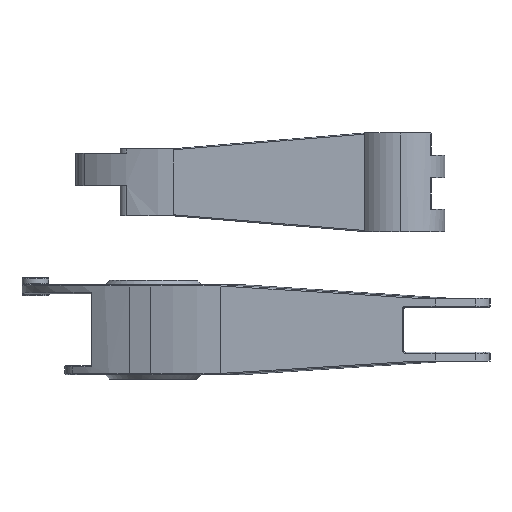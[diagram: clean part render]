
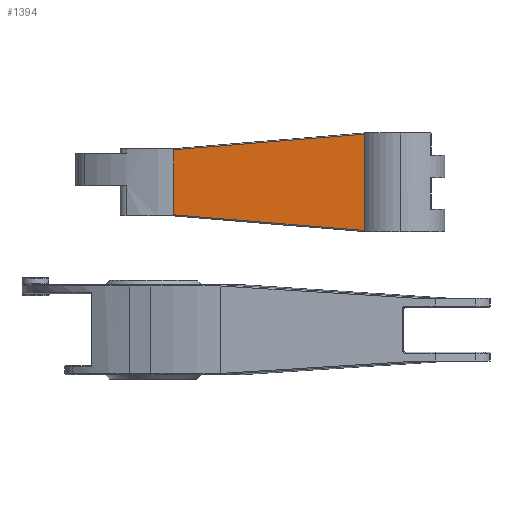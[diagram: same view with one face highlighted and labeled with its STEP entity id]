
A CAD part, front view. The second image highlights one B-rep face of the part: STEP entity #1394.
In plain terms, the highlighted face is planar.
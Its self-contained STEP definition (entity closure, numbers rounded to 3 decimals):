
#9 = EDGE_CURVE ( 'NONE', #316, #713, #1964, .T. ) ;
#141 = DIRECTION ( 'NONE',  ( 0., 0.997, -0.082 ) ) ;
#316 = VERTEX_POINT ( 'NONE', #5534 ) ;
#489 = CARTESIAN_POINT ( 'NONE',  ( -32., 16., -21.498 ) ) ;
#500 = VECTOR ( 'NONE', #4757, 1000. ) ;
#713 = VERTEX_POINT ( 'NONE', #489 ) ;
#717 = DIRECTION ( 'NONE',  ( 0., 0., -1. ) ) ;
#1394 = ADVANCED_FACE ( 'NONE', ( #4232 ), #7911, .F. ) ;
#1401 = VECTOR ( 'NONE', #9352, 1000. ) ;
#1635 = EDGE_LOOP ( 'NONE', ( #8928, #6761, #6743, #3556 ) ) ;
#1843 = AXIS2_PLACEMENT_3D ( 'NONE', #7106, #7151, #7774 ) ;
#1964 = LINE ( 'NONE', #2060, #5761 ) ;
#2060 = CARTESIAN_POINT ( 'NONE',  ( -32., 16., 22. ) ) ;
#3556 = ORIENTED_EDGE ( 'NONE', *, *, #4090, .T. ) ;
#3599 = CARTESIAN_POINT ( 'NONE',  ( -32., 101., 22. ) ) ;
#3771 = CARTESIAN_POINT ( 'NONE',  ( -32., 101., 14.498 ) ) ;
#4090 = EDGE_CURVE ( 'NONE', #316, #8874, #8232, .T. ) ;
#4232 = FACE_OUTER_BOUND ( 'NONE', #1635, .T. ) ;
#4276 = VERTEX_POINT ( 'NONE', #4898 ) ;
#4551 = EDGE_CURVE ( 'NONE', #8874, #4276, #5775, .T. ) ;
#4757 = DIRECTION ( 'NONE',  ( 0., -0.997, -0.082 ) ) ;
#4898 = CARTESIAN_POINT ( 'NONE',  ( -32., 101., -14.498 ) ) ;
#5534 = CARTESIAN_POINT ( 'NONE',  ( -32., 16., 21.498 ) ) ;
#5761 = VECTOR ( 'NONE', #717, 1000. ) ;
#5775 = LINE ( 'NONE', #3599, #1401 ) ;
#6700 = CARTESIAN_POINT ( 'NONE',  ( -32., 15.959, 21.502 ) ) ;
#6743 = ORIENTED_EDGE ( 'NONE', *, *, #9, .F. ) ;
#6761 = ORIENTED_EDGE ( 'NONE', *, *, #8960, .T. ) ;
#7106 = CARTESIAN_POINT ( 'NONE',  ( -32., 16., 22. ) ) ;
#7151 = DIRECTION ( 'NONE',  ( 1., 0., 0. ) ) ;
#7505 = CARTESIAN_POINT ( 'NONE',  ( -32., 15.959, -21.502 ) ) ;
#7587 = LINE ( 'NONE', #7505, #500 ) ;
#7774 = DIRECTION ( 'NONE',  ( 0., 0., -1. ) ) ;
#7911 = PLANE ( 'NONE',  #1843 ) ;
#7922 = VECTOR ( 'NONE', #141, 1000. ) ;
#8232 = LINE ( 'NONE', #6700, #7922 ) ;
#8874 = VERTEX_POINT ( 'NONE', #3771 ) ;
#8928 = ORIENTED_EDGE ( 'NONE', *, *, #4551, .T. ) ;
#8960 = EDGE_CURVE ( 'NONE', #4276, #713, #7587, .T. ) ;
#9352 = DIRECTION ( 'NONE',  ( 0., 0., -1. ) ) ;
